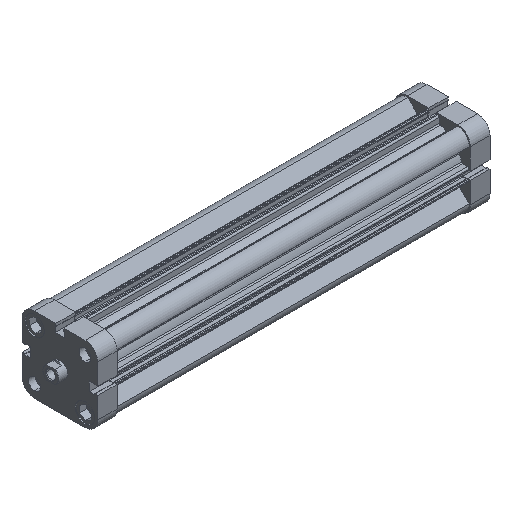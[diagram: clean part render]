
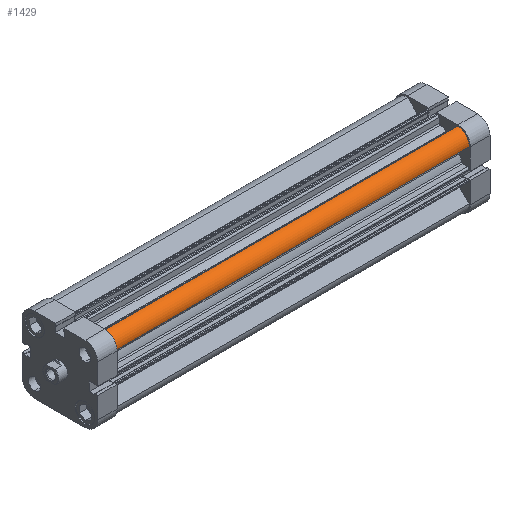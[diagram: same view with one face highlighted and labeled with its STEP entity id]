
A CAD part, isometric view. The second image highlights one B-rep face of the part: STEP entity #1429.
In plain terms, the highlighted cylindrical face has radius 8.5 mm (diameter 17 mm), a partial arc.
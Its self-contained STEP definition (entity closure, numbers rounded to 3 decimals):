
#998 = CARTESIAN_POINT ( 'NONE',  ( 18.654, -27.493, 266.5 ) ) ;
#999 = DIRECTION ( 'NONE',  ( 0., 0., -1. ) ) ;
#1115 = CARTESIAN_POINT ( 'NONE',  ( 19., -19., 266.5 ) ) ;
#1124 = DIRECTION ( 'NONE',  ( 0., 0., 1. ) ) ;
#1125 = DIRECTION ( 'NONE',  ( -1., 0., 0. ) ) ;
#1130 = CARTESIAN_POINT ( 'NONE',  ( 27.493, -18.654, 266.5 ) ) ;
#1131 = DIRECTION ( 'NONE',  ( 0., 0., -1. ) ) ;
#1429 = ADVANCED_FACE ( 'NONE', ( #3961 ), #3963, .T. ) ;
#2930 = EDGE_LOOP ( 'NONE', ( #10260, #10263, #10275, #10276 ) ) ;
#3110 = VERTEX_POINT ( 'NONE', #5846 ) ;
#3157 = VERTEX_POINT ( 'NONE', #5888 ) ;
#3227 = CARTESIAN_POINT ( 'NONE',  ( 19., -19., 266.5 ) ) ;
#3289 = DIRECTION ( 'NONE',  ( -1., 0., 0. ) ) ;
#3295 = DIRECTION ( 'NONE',  ( 0., 0., -1. ) ) ;
#3770 = VERTEX_POINT ( 'NONE', #6248 ) ;
#3857 = VERTEX_POINT ( 'NONE', #6331 ) ;
#3961 = FACE_OUTER_BOUND ( 'NONE', #2930, .T. ) ;
#3963 = CYLINDRICAL_SURFACE ( 'NONE', #9115, 8.5 ) ;
#4775 = CIRCLE ( 'NONE', #9511, 8.5 ) ;
#5846 = CARTESIAN_POINT ( 'NONE',  ( 18.654, -27.493, 266.5 ) ) ;
#5888 = CARTESIAN_POINT ( 'NONE',  ( 27.493, -18.654, 0. ) ) ;
#6248 = CARTESIAN_POINT ( 'NONE',  ( 27.493, -18.654, 266.5 ) ) ;
#6331 = CARTESIAN_POINT ( 'NONE',  ( 18.654, -27.493, 0. ) ) ;
#6677 = CARTESIAN_POINT ( 'NONE',  ( 19., -19., 0. ) ) ;
#6687 = DIRECTION ( 'NONE',  ( 0., 0., 1. ) ) ;
#6688 = DIRECTION ( 'NONE',  ( -1., 0., 0. ) ) ;
#8314 = LINE ( 'NONE', #998, #8317 ) ;
#8317 = VECTOR ( 'NONE', #999, 1000. ) ;
#8415 = CIRCLE ( 'NONE', #9710, 8.5 ) ;
#8418 = LINE ( 'NONE', #1130, #8419 ) ;
#8419 = VECTOR ( 'NONE', #1131, 1000. ) ;
#8695 = EDGE_CURVE ( 'NONE', #3857, #3157, #4775, .T. ) ;
#9115 = AXIS2_PLACEMENT_3D ( 'NONE', #3227, #3295, #3289 ) ;
#9511 = AXIS2_PLACEMENT_3D ( 'NONE', #6677, #6687, #6688 ) ;
#9710 = AXIS2_PLACEMENT_3D ( 'NONE', #1115, #1124, #1125 ) ;
#9921 = EDGE_CURVE ( 'NONE', #3110, #3857, #8314, .T. ) ;
#9975 = EDGE_CURVE ( 'NONE', #3110, #3770, #8415, .T. ) ;
#9978 = EDGE_CURVE ( 'NONE', #3770, #3157, #8418, .T. ) ;
#10260 = ORIENTED_EDGE ( 'NONE', *, *, #8695, .T. ) ;
#10263 = ORIENTED_EDGE ( 'NONE', *, *, #9978, .F. ) ;
#10275 = ORIENTED_EDGE ( 'NONE', *, *, #9975, .F. ) ;
#10276 = ORIENTED_EDGE ( 'NONE', *, *, #9921, .T. ) ;
